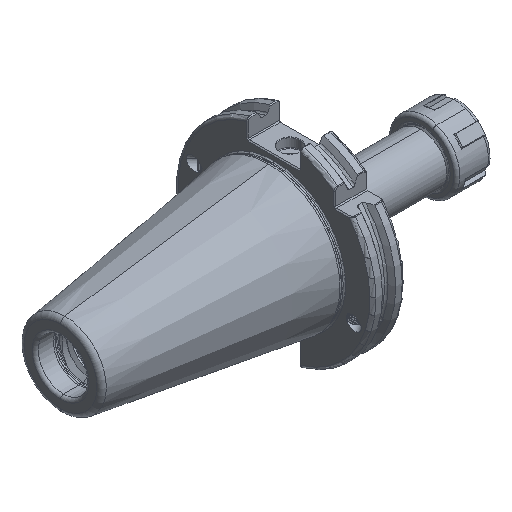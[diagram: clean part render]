
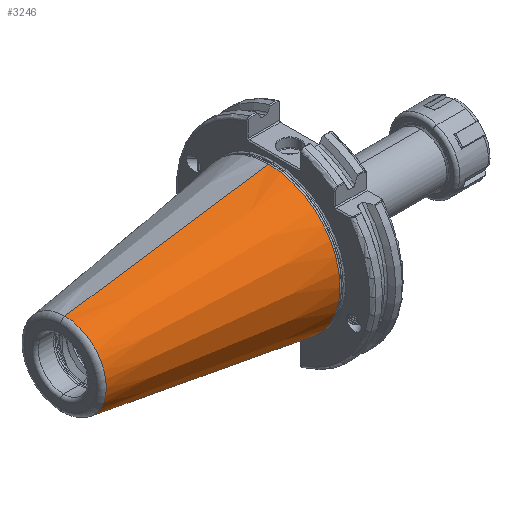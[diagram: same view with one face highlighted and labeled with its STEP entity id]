
A CAD part, isometric view. The second image highlights one B-rep face of the part: STEP entity #3246.
In plain terms, the highlighted conical face has half-angle 8.297 degrees and reference radius 35.392 mm.
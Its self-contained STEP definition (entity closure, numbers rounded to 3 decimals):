
#1271 = ORIENTED_EDGE ( 'NONE', *, *, #30529, .F. ) ;
#1312 = ORIENTED_EDGE ( 'NONE', *, *, #8659, .F. ) ;
#1316 = ORIENTED_EDGE ( 'NONE', *, *, #30554, .T. ) ;
#1319 = ORIENTED_EDGE ( 'NONE', *, *, #8605, .T. ) ;
#1400 = ORIENTED_EDGE ( 'NONE', *, *, #8617, .F. ) ;
#3246 = ADVANCED_FACE ( 'NONE', ( #18891 ), #18947, .T. ) ;
#7042 = CARTESIAN_POINT ( 'NONE',  ( -102.811, 0., 20.399 ) ) ;
#7061 = CARTESIAN_POINT ( 'NONE',  ( -102.811, 0., -20.399 ) ) ;
#7064 = CARTESIAN_POINT ( 'NONE',  ( -2.5, 0., 35.027 ) ) ;
#7080 = CARTESIAN_POINT ( 'NONE',  ( -2.5, 0., -35.027 ) ) ;
#7081 = CARTESIAN_POINT ( 'NONE',  ( -2.5, -35.027, 0. ) ) ;
#8605 = EDGE_CURVE ( 'NONE', #24102, #24084, #22332, .T. ) ;
#8617 = EDGE_CURVE ( 'NONE', #24085, #24080, #22418, .T. ) ;
#8659 = EDGE_CURVE ( 'NONE', #24100, #24085, #22397, .T. ) ;
#9858 = CARTESIAN_POINT ( 'NONE',  ( 0., 0., 35.392 ) ) ;
#9903 = DIRECTION ( 'NONE',  ( 0.99, 0., 0.144 ) ) ;
#15679 = CIRCLE ( 'NONE', #30278, 20.399 ) ;
#15701 = CIRCLE ( 'NONE', #30252, 35.027 ) ;
#16065 = DIRECTION ( 'NONE',  ( 0., 1., 0. ) ) ;
#16101 = DIRECTION ( 'NONE',  ( 1., 0., 0. ) ) ;
#16104 = CARTESIAN_POINT ( 'NONE',  ( -2.5, 0., 0. ) ) ;
#16763 = DIRECTION ( 'NONE',  ( 0.99, 0., -0.144 ) ) ;
#16793 = CARTESIAN_POINT ( 'NONE',  ( 0., 0., -35.392 ) ) ;
#18891 = FACE_OUTER_BOUND ( 'NONE', #19478, .T. ) ;
#18947 = CONICAL_SURFACE ( 'NONE', #28506, 35.392, 0.145 ) ;
#19478 = EDGE_LOOP ( 'NONE', ( #1312, #1316, #1319, #1271, #1400 ) ) ;
#22332 = LINE ( 'NONE', #16793, #22344 ) ;
#22344 = VECTOR ( 'NONE', #16763, 1000. ) ;
#22372 = VECTOR ( 'NONE', #9903, 1000. ) ;
#22397 = LINE ( 'NONE', #9858, #22372 ) ;
#22418 = CIRCLE ( 'NONE', #22848, 35.027 ) ;
#22848 = AXIS2_PLACEMENT_3D ( 'NONE', #16104, #16101, #16065 ) ;
#24080 = VERTEX_POINT ( 'NONE', #7081 ) ;
#24084 = VERTEX_POINT ( 'NONE', #7080 ) ;
#24085 = VERTEX_POINT ( 'NONE', #7064 ) ;
#24100 = VERTEX_POINT ( 'NONE', #7042 ) ;
#24102 = VERTEX_POINT ( 'NONE', #7061 ) ;
#25727 = CARTESIAN_POINT ( 'NONE',  ( 0., 0., 0. ) ) ;
#25730 = DIRECTION ( 'NONE',  ( 1., 0., 0. ) ) ;
#25731 = DIRECTION ( 'NONE',  ( 0., 0., -1. ) ) ;
#28008 = CARTESIAN_POINT ( 'NONE',  ( -2.5, 0., 0. ) ) ;
#28026 = DIRECTION ( 'NONE',  ( 1., 0., 0. ) ) ;
#28040 = DIRECTION ( 'NONE',  ( 0., 1., 0. ) ) ;
#28242 = DIRECTION ( 'NONE',  ( 1., 0., 0. ) ) ;
#28244 = DIRECTION ( 'NONE',  ( 0., 0., 1. ) ) ;
#28257 = CARTESIAN_POINT ( 'NONE',  ( -102.811, 0., 0. ) ) ;
#28506 = AXIS2_PLACEMENT_3D ( 'NONE', #25727, #25730, #25731 ) ;
#30252 = AXIS2_PLACEMENT_3D ( 'NONE', #28008, #28026, #28040 ) ;
#30278 = AXIS2_PLACEMENT_3D ( 'NONE', #28257, #28242, #28244 ) ;
#30529 = EDGE_CURVE ( 'NONE', #24080, #24084, #15701, .T. ) ;
#30554 = EDGE_CURVE ( 'NONE', #24100, #24102, #15679, .T. ) ;
